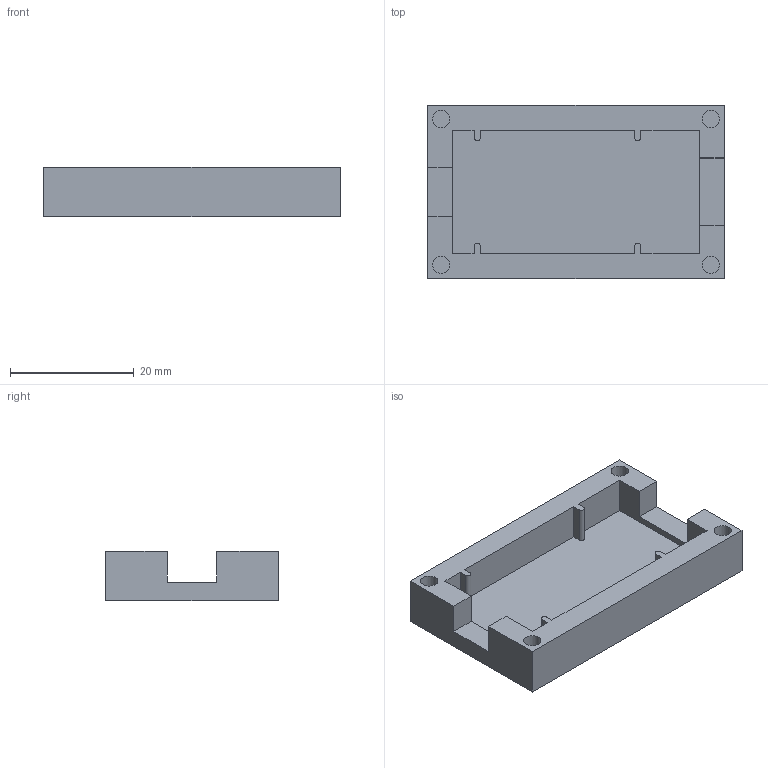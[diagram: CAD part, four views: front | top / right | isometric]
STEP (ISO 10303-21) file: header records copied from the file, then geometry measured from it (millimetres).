
FILE_DESCRIPTION(('FreeCAD Model'),'2;1');
FILE_NAME('case1.step','2015-12-08T18:31:22',('Author'),(''), 'Open CASCADE STEP processor 6.8','FreeCAD','Unknown');
FILE_SCHEMA(('AUTOMOTIVE_DESIGN_CC2 { 1 2 10303 214 -1 1 5 4 }'));
Length unit declared in the file: millimetre
Products named in the file (2): ASSEMBLY; Pocket003
Assembly tree (1 placements, depth 2):
  ASSEMBLY
    Pocket003
Bounding box: 48 x 28 x 8 mm (x, y, z)
Volume: 5487.1 mm3; surface area: 4761.2 mm2
Topology: 1 solids, 1 shells, 42 faces, 108 edges, 72 vertices
Faces by surface type: plane 34, cylinder 8
Full cylindrical faces by diameter (mm): 2.8 x4
Entity records: 2759 total; most frequent: CARTESIAN_POINT 536, DIRECTION 412, LINE 292, VECTOR 292, ORIENTED_EDGE 216, PCURVE 216, DEFINITIONAL_REPRESENTATION 216, EDGE_CURVE 108
